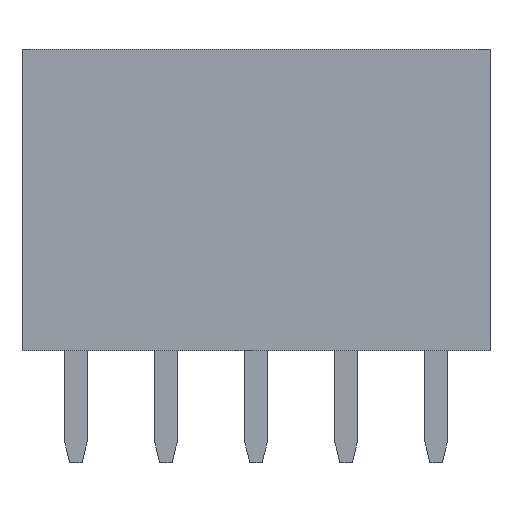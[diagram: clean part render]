
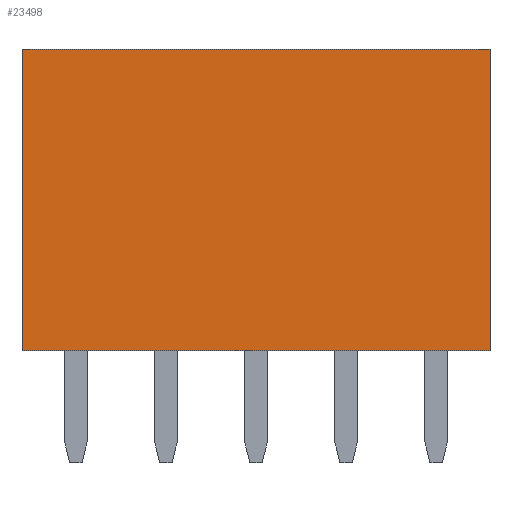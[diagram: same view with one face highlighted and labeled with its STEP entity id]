
A CAD part, front view. The second image highlights one B-rep face of the part: STEP entity #23498.
In plain terms, the highlighted planar face has unit normal (0, -1, 0).
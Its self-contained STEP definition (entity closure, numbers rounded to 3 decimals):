
#145 = EDGE_CURVE ( 'NONE', #22405, #9902, #2031, .T. ) ;
#490 = ORIENTED_EDGE ( 'NONE', *, *, #145, .T. ) ;
#2031 = LINE ( 'NONE', #15291, #19632 ) ;
#2151 = DIRECTION ( 'NONE',  ( 1., 0., 0. ) ) ;
#2191 = VECTOR ( 'NONE', #21643, 1000. ) ;
#2327 = DIRECTION ( 'NONE',  ( 0., 1., 0. ) ) ;
#3667 = PLANE ( 'NONE',  #8271 ) ;
#3792 = FACE_OUTER_BOUND ( 'NONE', #19511, .T. ) ;
#4009 = ORIENTED_EDGE ( 'NONE', *, *, #11113, .T. ) ;
#4190 = CARTESIAN_POINT ( 'NONE',  ( 6.6, -1.25, 0. ) ) ;
#5549 = LINE ( 'NONE', #19810, #7549 ) ;
#6830 = DIRECTION ( 'NONE',  ( 0., 0., -1. ) ) ;
#7549 = VECTOR ( 'NONE', #20302, 1000. ) ;
#8271 = AXIS2_PLACEMENT_3D ( 'NONE', #13201, #2327, #9740 ) ;
#8305 = EDGE_CURVE ( 'NONE', #9840, #14135, #5549, .T. ) ;
#8878 = CARTESIAN_POINT ( 'NONE',  ( -6.6, -1.25, 8.5 ) ) ;
#9428 = CARTESIAN_POINT ( 'NONE',  ( 6.6, -1.25, 8.5 ) ) ;
#9740 = DIRECTION ( 'NONE',  ( -1., 0., 0. ) ) ;
#9787 = EDGE_CURVE ( 'NONE', #14135, #9902, #20039, .T. ) ;
#9840 = VERTEX_POINT ( 'NONE', #18478 ) ;
#9902 = VERTEX_POINT ( 'NONE', #4190 ) ;
#9983 = VECTOR ( 'NONE', #6830, 1000. ) ;
#10592 = CARTESIAN_POINT ( 'NONE',  ( -6.6, -1.25, 0. ) ) ;
#11113 = EDGE_CURVE ( 'NONE', #9840, #22405, #16455, .T. ) ;
#13201 = CARTESIAN_POINT ( 'NONE',  ( -6.6, -1.25, 8.5 ) ) ;
#14135 = VERTEX_POINT ( 'NONE', #9428 ) ;
#15291 = CARTESIAN_POINT ( 'NONE',  ( -6.6, -1.25, 0. ) ) ;
#16264 = CARTESIAN_POINT ( 'NONE',  ( 6.6, -1.25, 8.5 ) ) ;
#16455 = LINE ( 'NONE', #8878, #9983 ) ;
#17022 = ORIENTED_EDGE ( 'NONE', *, *, #8305, .F. ) ;
#18478 = CARTESIAN_POINT ( 'NONE',  ( -6.6, -1.25, 8.5 ) ) ;
#19511 = EDGE_LOOP ( 'NONE', ( #490, #23433, #17022, #4009 ) ) ;
#19632 = VECTOR ( 'NONE', #2151, 1000. ) ;
#19810 = CARTESIAN_POINT ( 'NONE',  ( -6.6, -1.25, 8.5 ) ) ;
#20039 = LINE ( 'NONE', #16264, #2191 ) ;
#20302 = DIRECTION ( 'NONE',  ( 1., 0., 0. ) ) ;
#21643 = DIRECTION ( 'NONE',  ( 0., 0., -1. ) ) ;
#22405 = VERTEX_POINT ( 'NONE', #10592 ) ;
#23433 = ORIENTED_EDGE ( 'NONE', *, *, #9787, .F. ) ;
#23498 = ADVANCED_FACE ( 'NONE', ( #3792 ), #3667, .F. ) ;
